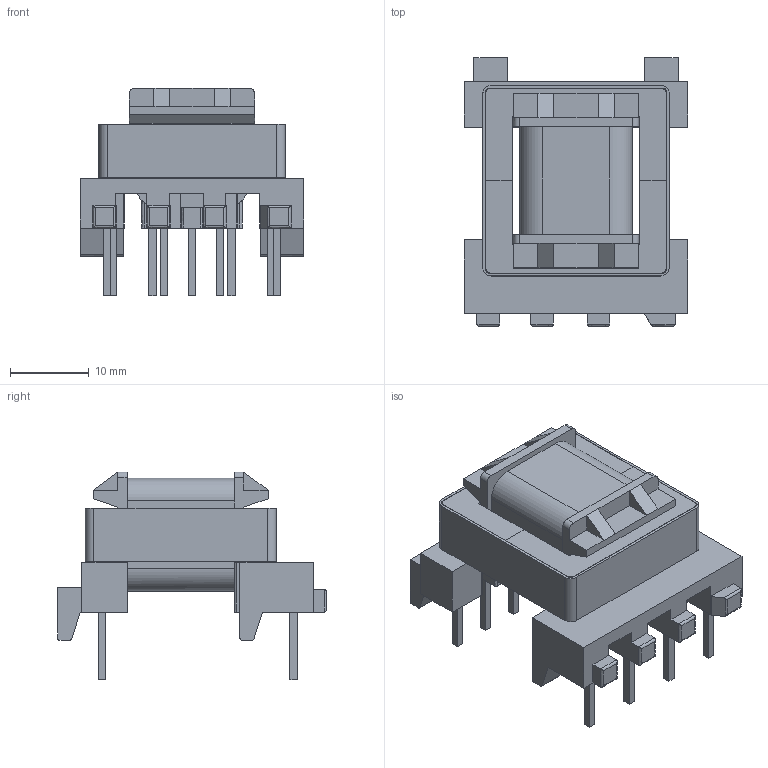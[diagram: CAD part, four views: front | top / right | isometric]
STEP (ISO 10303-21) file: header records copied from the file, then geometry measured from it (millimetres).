
FILE_DESCRIPTION(('FreeCAD Model'),'2;1');
FILE_NAME('Open CASCADE Shape Model','2025-04-29T10:40:26',('FreeCAD'),( 'FreeCAD'),'Open CASCADE STEP processor 7.6','FreeCAD','Unknown');
FILE_SCHEMA(('AUTOMOTIVE_DESIGN { 1 0 10303 214 1 1 1 1 }'));
Length unit declared in the file: millimetre
Products named in the file (1): Open CASCADE STEP translator 7.6 1
Bounding box: 28.33 x 34.05 x 26.32 mm (x, y, z)
Volume: 7678.5 mm3; surface area: 7805.7 mm2
Topology: 4 solids, 4 shells, 753 faces, 2096 edges, 1378 vertices
Faces by surface type: bspline 753
Entity records: 26720 total; most frequent: CARTESIAN_POINT 14086, ORIENTED_EDGE 4192, EDGE_CURVE 2096, B_SPLINE_CURVE_WITH_KNOTS 1951, VERTEX_POINT 1378, FACE_BOUND 784, EDGE_LOOP 784, ADVANCED_FACE 753
